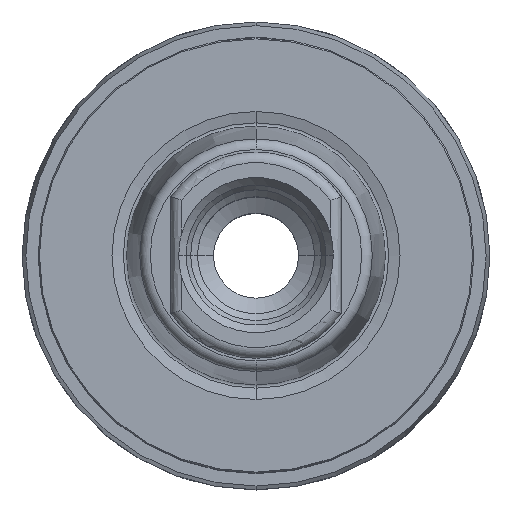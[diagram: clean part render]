
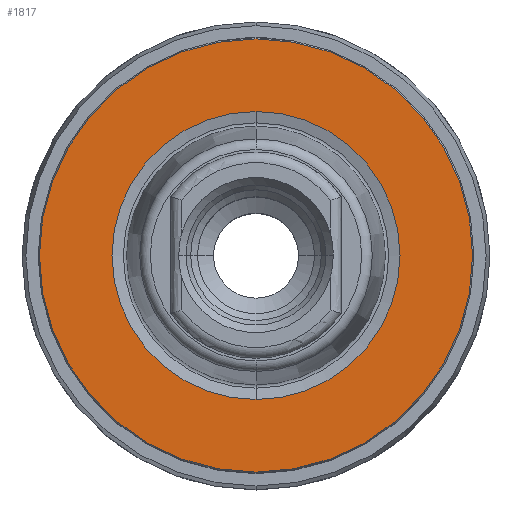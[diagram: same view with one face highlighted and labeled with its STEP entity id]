
A CAD part, top view. The second image highlights one B-rep face of the part: STEP entity #1817.
In plain terms, the highlighted planar face has unit normal (0, 0, 1).
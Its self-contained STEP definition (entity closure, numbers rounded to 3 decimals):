
#702=CARTESIAN_POINT('',(0.,0.,0.));
#703=DIRECTION('',(0.,0.,-1.));
#704=DIRECTION('',(0.,-1.,0.));
#705=AXIS2_PLACEMENT_3D('',#702,#703,#704);
#724=CARTESIAN_POINT('',(0.,0.,0.));
#725=DIRECTION('',(0.,0.,1.));
#726=DIRECTION('',(0.,-1.,0.));
#727=AXIS2_PLACEMENT_3D('',#724,#725,#726);
#732=CARTESIAN_POINT('',(0.,0.,0.));
#733=DIRECTION('',(0.,0.,-1.));
#734=DIRECTION('',(0.,1.,0.));
#735=AXIS2_PLACEMENT_3D('',#732,#733,#734);
#740=CARTESIAN_POINT('',(0.,0.,0.));
#741=DIRECTION('',(0.,0.,-1.));
#742=DIRECTION('',(0.,-1.,0.));
#743=AXIS2_PLACEMENT_3D('',#740,#741,#742);
#1084=CARTESIAN_POINT('',(0.,-6.776,0.));
#1086=VERTEX_POINT('',#1084);
#1094=CARTESIAN_POINT('',(0.,6.776,0.));
#1096=VERTEX_POINT('',#1094);
#1190=CARTESIAN_POINT('',(0.,10.192,0.));
#1191=VERTEX_POINT('',#1190);
#1192=CARTESIAN_POINT('',(0.,-10.192,0.));
#1193=VERTEX_POINT('',#1192);
#1802=CARTESIAN_POINT('',(0.,0.,0.));
#1803=DIRECTION('',(0.,0.,-1.));
#1804=DIRECTION('',(0.,1.,0.));
#1805=AXIS2_PLACEMENT_3D('',#1802,#1803,#1804);
#1806=PLANE('',#1805);
#1808=ORIENTED_EDGE('',*,*,#1807,.T.);
#1810=ORIENTED_EDGE('',*,*,#1809,.T.);
#1811=EDGE_LOOP('',(#1808,#1810));
#1812=FACE_OUTER_BOUND('',#1811,.F.);
#1813=ORIENTED_EDGE('',*,*,#1781,.F.);
#1814=ORIENTED_EDGE('',*,*,#1797,.T.);
#1815=EDGE_LOOP('',(#1813,#1814));
#1816=FACE_BOUND('',#1815,.F.);
#706=CIRCLE('',#705,6.776);
#728=CIRCLE('',#727,6.776);
#736=CIRCLE('',#735,10.192);
#744=CIRCLE('',#743,10.192);
#1781=EDGE_CURVE('',#1086,#1096,#706,.T.);
#1797=EDGE_CURVE('',#1086,#1096,#728,.T.);
#1807=EDGE_CURVE('',#1191,#1193,#736,.T.);
#1809=EDGE_CURVE('',#1193,#1191,#744,.T.);
#1817=ADVANCED_FACE('',(#1812,#1816),#1806,.F.);
